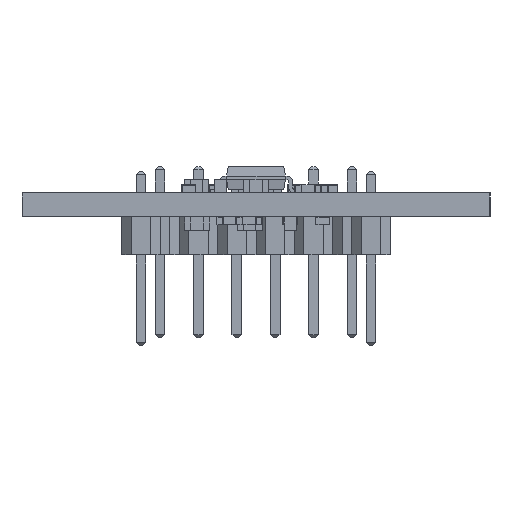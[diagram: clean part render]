
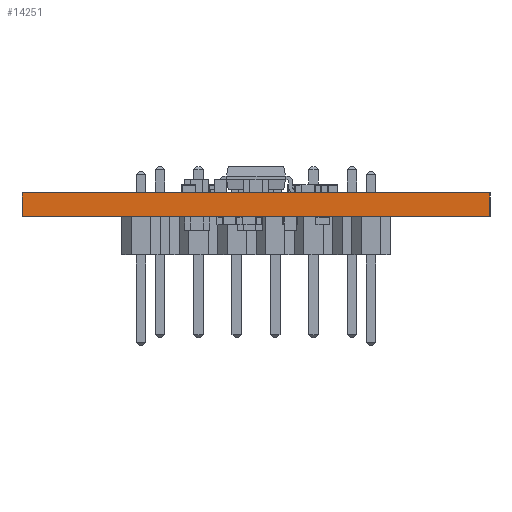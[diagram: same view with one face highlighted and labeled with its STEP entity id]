
A CAD part, left-side view. The second image highlights one B-rep face of the part: STEP entity #14251.
In plain terms, the highlighted planar face has unit normal (-1, 0, 0).
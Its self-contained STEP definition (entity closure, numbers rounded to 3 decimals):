
#399=PLANE('',#15273);
#1119=FACE_OUTER_BOUND('',#1911,.T.);
#1911=EDGE_LOOP('',(#9940,#9941,#9942,#9943));
#2900=LINE('',#20504,#4583);
#2908=LINE('',#20519,#4591);
#2909=LINE('',#20521,#4592);
#2910=LINE('',#20522,#4593);
#4583=VECTOR('',#16689,10.);
#4591=VECTOR('',#16701,10.);
#4592=VECTOR('',#16704,10.);
#4593=VECTOR('',#16705,10.);
#6610=VERTEX_POINT('',#20501);
#6611=VERTEX_POINT('',#20503);
#6615=VERTEX_POINT('',#20515);
#6616=VERTEX_POINT('',#20517);
#7902=EDGE_CURVE('',#6610,#6611,#2900,.T.);
#7910=EDGE_CURVE('',#6615,#6616,#2908,.T.);
#7911=EDGE_CURVE('',#6610,#6615,#2909,.T.);
#7912=EDGE_CURVE('',#6611,#6616,#2910,.T.);
#9940=ORIENTED_EDGE('',*,*,#7911,.T.);
#9941=ORIENTED_EDGE('',*,*,#7910,.T.);
#9942=ORIENTED_EDGE('',*,*,#7912,.F.);
#9943=ORIENTED_EDGE('',*,*,#7902,.F.);
#14251=ADVANCED_FACE('',(#1119),#399,.T.);
#15273=AXIS2_PLACEMENT_3D('',#20520,#16702,#16703);
#16689=DIRECTION('',(0.,0.,1.));
#16701=DIRECTION('',(0.,0.,1.));
#16702=DIRECTION('center_axis',(-1.,0.,0.));
#16703=DIRECTION('ref_axis',(0.,-1.,0.));
#16704=DIRECTION('',(0.,-1.,0.));
#16705=DIRECTION('',(0.,-1.,0.));
#20501=CARTESIAN_POINT('',(0.,31.,0.));
#20503=CARTESIAN_POINT('',(0.,31.,1.57));
#20504=CARTESIAN_POINT('',(0.,31.,0.));
#20515=CARTESIAN_POINT('',(0.,0.,0.));
#20517=CARTESIAN_POINT('',(0.,0.,1.57));
#20519=CARTESIAN_POINT('',(0.,0.,0.));
#20520=CARTESIAN_POINT('Origin',(0.,31.,0.));
#20521=CARTESIAN_POINT('',(0.,31.,0.));
#20522=CARTESIAN_POINT('',(0.,31.,1.57));
